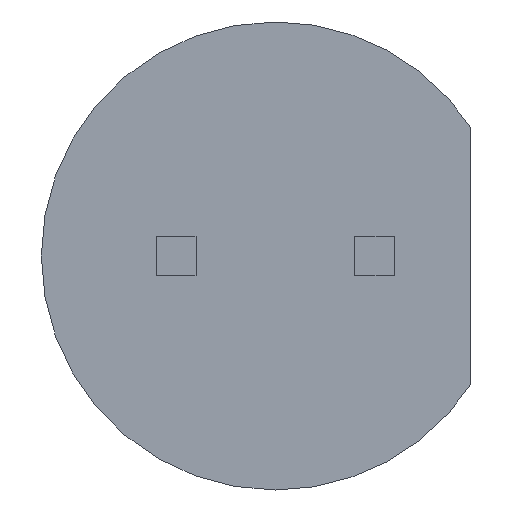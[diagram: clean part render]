
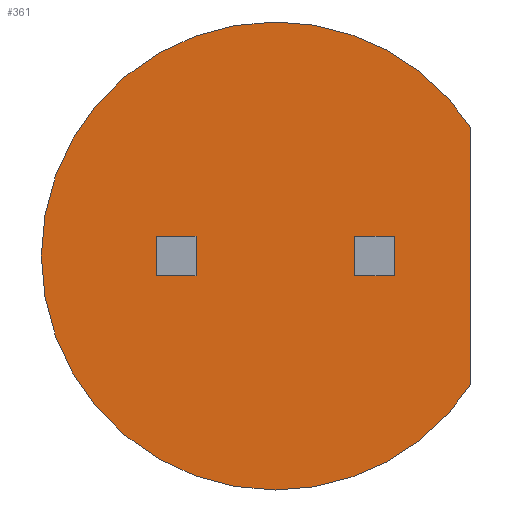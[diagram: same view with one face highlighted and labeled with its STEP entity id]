
A CAD part, front view. The second image highlights one B-rep face of the part: STEP entity #361.
In plain terms, the highlighted planar face has unit normal (0, -1, 0).
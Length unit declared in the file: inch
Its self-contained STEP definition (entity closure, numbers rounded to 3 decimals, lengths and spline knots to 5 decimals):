
#3 = EDGE_LOOP ( 'NONE', ( #478, #381, #138, #386 ) ) ;
#27 = LINE ( 'NONE', #244, #47 ) ;
#40 = LINE ( 'NONE', #690, #201 ) ;
#47 = VECTOR ( 'NONE', #197, 39.37008 ) ;
#48 = ORIENTED_EDGE ( 'NONE', *, *, #295, .T. ) ;
#57 = VERTEX_POINT ( 'NONE', #749 ) ;
#78 = VECTOR ( 'NONE', #791, 39.37008 ) ;
#83 = PLANE ( 'NONE',  #119 ) ;
#98 = CIRCLE ( 'NONE', #122, 0.118 ) ;
#106 = AXIS2_PLACEMENT_3D ( 'NONE', #467, #469, #470 ) ;
#112 = CARTESIAN_POINT ( 'NONE',  ( 0., -0.04, -0.118 ) ) ;
#119 = AXIS2_PLACEMENT_3D ( 'NONE', #153, #220, #227 ) ;
#121 = LINE ( 'NONE', #715, #643 ) ;
#122 = AXIS2_PLACEMENT_3D ( 'NONE', #239, #235, #233 ) ;
#138 = ORIENTED_EDGE ( 'NONE', *, *, #241, .T. ) ;
#143 = VERTEX_POINT ( 'NONE', #758 ) ;
#145 = VERTEX_POINT ( 'NONE', #819 ) ;
#153 = CARTESIAN_POINT ( 'NONE',  ( -0.118, -0.04, 0. ) ) ;
#176 = AXIS2_PLACEMENT_3D ( 'NONE', #212, #209, #203 ) ;
#192 = FACE_OUTER_BOUND ( 'NONE', #384, .T. ) ;
#197 = DIRECTION ( 'NONE',  ( 1., 0., 0. ) ) ;
#201 = VECTOR ( 'NONE', #766, 39.37008 ) ;
#203 = DIRECTION ( 'NONE',  ( 0., 0., 1. ) ) ;
#209 = DIRECTION ( 'NONE',  ( 0., 1., 0. ) ) ;
#212 = CARTESIAN_POINT ( 'NONE',  ( 0., -0.04, 0. ) ) ;
#220 = DIRECTION ( 'NONE',  ( 0., -1., 0. ) ) ;
#227 = DIRECTION ( 'NONE',  ( 0., 0., -1. ) ) ;
#230 = VECTOR ( 'NONE', #696, 39.37008 ) ;
#233 = DIRECTION ( 'NONE',  ( 0., 0., 1. ) ) ;
#235 = DIRECTION ( 'NONE',  ( 0., 1., 0. ) ) ;
#239 = CARTESIAN_POINT ( 'NONE',  ( 0., -0.04, 0. ) ) ;
#241 = EDGE_CURVE ( 'NONE', #430, #57, #121, .T. ) ;
#244 = CARTESIAN_POINT ( 'NONE',  ( 0., -0.04, -0.01 ) ) ;
#256 = VECTOR ( 'NONE', #473, 39.37008 ) ;
#265 = EDGE_CURVE ( 'NONE', #390, #143, #662, .T. ) ;
#268 = VERTEX_POINT ( 'NONE', #732 ) ;
#273 = EDGE_CURVE ( 'NONE', #390, #762, #599, .T. ) ;
#279 = EDGE_CURVE ( 'NONE', #731, #268, #737, .T. ) ;
#280 = CIRCLE ( 'NONE', #106, 0.118 ) ;
#285 = CARTESIAN_POINT ( 'NONE',  ( 0., -0.04, 0.01 ) ) ;
#286 = DIRECTION ( 'NONE',  ( 1., 0., 0. ) ) ;
#295 = EDGE_CURVE ( 'NONE', #429, #526, #40, .T. ) ;
#301 = EDGE_CURVE ( 'NONE', #762, #724, #722, .T. ) ;
#305 = ORIENTED_EDGE ( 'NONE', *, *, #301, .T. ) ;
#315 = CARTESIAN_POINT ( 'NONE',  ( -0.06, -0.04, 0.01 ) ) ;
#317 = CARTESIAN_POINT ( 'NONE',  ( -0.06, -0.04, -0.01 ) ) ;
#332 = VERTEX_POINT ( 'NONE', #112 ) ;
#336 = EDGE_CURVE ( 'NONE', #429, #332, #564, .T. ) ;
#343 = EDGE_CURVE ( 'NONE', #430, #731, #27, .T. ) ;
#350 = EDGE_LOOP ( 'NONE', ( #676, #608, #305, #748 ) ) ;
#352 = CARTESIAN_POINT ( 'NONE',  ( 0.06, -0.04, -0.01 ) ) ;
#361 = ADVANCED_FACE ( 'NONE', ( #711, #693, #192 ), #83, .T. ) ;
#362 = EDGE_CURVE ( 'NONE', #332, #145, #98, .T. ) ;
#368 = CARTESIAN_POINT ( 'NONE',  ( 0.0985, -0.04, -0.06497 ) ) ;
#370 = CARTESIAN_POINT ( 'NONE',  ( 0.04, -0.04, -0.01 ) ) ;
#376 = EDGE_CURVE ( 'NONE', #145, #526, #280, .T. ) ;
#381 = ORIENTED_EDGE ( 'NONE', *, *, #343, .F. ) ;
#384 = EDGE_LOOP ( 'NONE', ( #590, #48, #426, #774 ) ) ;
#386 = ORIENTED_EDGE ( 'NONE', *, *, #408, .T. ) ;
#387 = EDGE_CURVE ( 'NONE', #143, #724, #755, .T. ) ;
#390 = VERTEX_POINT ( 'NONE', #471 ) ;
#408 = EDGE_CURVE ( 'NONE', #57, #268, #736, .T. ) ;
#421 = VECTOR ( 'NONE', #286, 39.37008 ) ;
#426 = ORIENTED_EDGE ( 'NONE', *, *, #376, .F. ) ;
#429 = VERTEX_POINT ( 'NONE', #368 ) ;
#430 = VERTEX_POINT ( 'NONE', #370 ) ;
#467 = CARTESIAN_POINT ( 'NONE',  ( 0., -0.04, 0. ) ) ;
#469 = DIRECTION ( 'NONE',  ( 0., 1., 0. ) ) ;
#470 = DIRECTION ( 'NONE',  ( 0., 0., 1. ) ) ;
#471 = CARTESIAN_POINT ( 'NONE',  ( -0.04, -0.04, -0.01 ) ) ;
#473 = DIRECTION ( 'NONE',  ( -1., 0., 0. ) ) ;
#478 = ORIENTED_EDGE ( 'NONE', *, *, #279, .F. ) ;
#481 = CARTESIAN_POINT ( 'NONE',  ( 0., -0.04, 0.01 ) ) ;
#526 = VERTEX_POINT ( 'NONE', #592 ) ;
#564 = CIRCLE ( 'NONE', #176, 0.118 ) ;
#590 = ORIENTED_EDGE ( 'NONE', *, *, #336, .F. ) ;
#592 = CARTESIAN_POINT ( 'NONE',  ( 0.0985, -0.04, 0.06497 ) ) ;
#599 = LINE ( 'NONE', #717, #618 ) ;
#608 = ORIENTED_EDGE ( 'NONE', *, *, #273, .T. ) ;
#618 = VECTOR ( 'NONE', #713, 39.37008 ) ;
#643 = VECTOR ( 'NONE', #657, 39.37008 ) ;
#657 = DIRECTION ( 'NONE',  ( 0., 0., 1. ) ) ;
#662 = LINE ( 'NONE', #784, #78 ) ;
#676 = ORIENTED_EDGE ( 'NONE', *, *, #265, .F. ) ;
#690 = CARTESIAN_POINT ( 'NONE',  ( 0.0985, -0.04, 0. ) ) ;
#691 = DIRECTION ( 'NONE',  ( 0., 0., 1. ) ) ;
#693 = FACE_BOUND ( 'NONE', #350, .T. ) ;
#696 = DIRECTION ( 'NONE',  ( 0., 0., 1. ) ) ;
#700 = VECTOR ( 'NONE', #691, 39.37008 ) ;
#702 = CARTESIAN_POINT ( 'NONE',  ( 0.06, -0.04, -0.01 ) ) ;
#711 = FACE_BOUND ( 'NONE', #3, .T. ) ;
#713 = DIRECTION ( 'NONE',  ( -1., 0., 0. ) ) ;
#715 = CARTESIAN_POINT ( 'NONE',  ( 0.04, -0.04, -0.01 ) ) ;
#717 = CARTESIAN_POINT ( 'NONE',  ( 0., -0.04, -0.01 ) ) ;
#722 = LINE ( 'NONE', #767, #700 ) ;
#724 = VERTEX_POINT ( 'NONE', #315 ) ;
#731 = VERTEX_POINT ( 'NONE', #352 ) ;
#732 = CARTESIAN_POINT ( 'NONE',  ( 0.06, -0.04, 0.01 ) ) ;
#736 = LINE ( 'NONE', #481, #421 ) ;
#737 = LINE ( 'NONE', #702, #230 ) ;
#748 = ORIENTED_EDGE ( 'NONE', *, *, #387, .F. ) ;
#749 = CARTESIAN_POINT ( 'NONE',  ( 0.04, -0.04, 0.01 ) ) ;
#755 = LINE ( 'NONE', #285, #256 ) ;
#758 = CARTESIAN_POINT ( 'NONE',  ( -0.04, -0.04, 0.01 ) ) ;
#762 = VERTEX_POINT ( 'NONE', #317 ) ;
#766 = DIRECTION ( 'NONE',  ( 0., 0., 1. ) ) ;
#767 = CARTESIAN_POINT ( 'NONE',  ( -0.06, -0.04, -0.01 ) ) ;
#774 = ORIENTED_EDGE ( 'NONE', *, *, #362, .F. ) ;
#784 = CARTESIAN_POINT ( 'NONE',  ( -0.04, -0.04, -0.01 ) ) ;
#791 = DIRECTION ( 'NONE',  ( 0., 0., 1. ) ) ;
#819 = CARTESIAN_POINT ( 'NONE',  ( 0., -0.04, 0.118 ) ) ;
